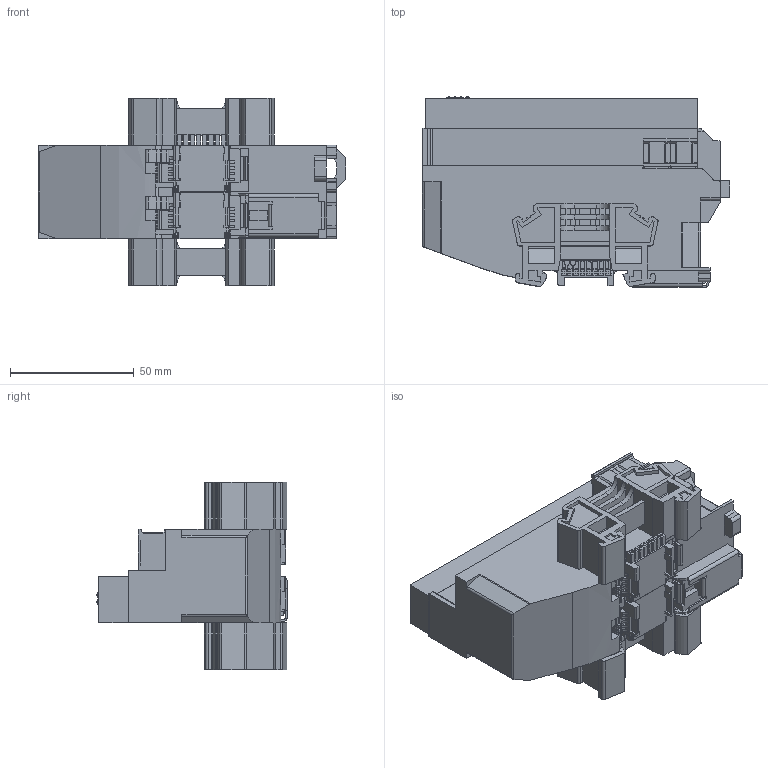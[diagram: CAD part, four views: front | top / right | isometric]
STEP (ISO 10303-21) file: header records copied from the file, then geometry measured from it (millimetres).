
FILE_DESCRIPTION(/* description */ ('STEP AP214'),/* implementation_level */ '2;1');
FILE_NAME(/* name */ '5226780_CPX-E-CEC-C1',/* time_stamp */ '2024-08-02T07:17:25+02:00',/* author */ ('License CC BY-ND 4.0'),/* organization */ ('CADENAS'),/* preprocessor_version */ 'ST-DEVELOPER v19.3',/* originating_system */ 'PARTsolutions',/* authorisation */ ' ');
FILE_SCHEMA (('AUTOMOTIVE_DESIGN {1 0 10303 214 3 1 1}'));
Products named in the file (6): 5226780_CPX-E-CEC-C1; 5226780 CPX-E-CEC-C1---(g); 4350089 4GD-2R-CLP-BLD-CBL; 4047001 4GD-2R-CLP-RDBU-CBL; 5163676 VAEA-X3-L; 8071455 CAFM-X3-HC
Assembly tree (7 placements, depth 2):
  5226780_CPX-E-CEC-C1
    5226780 CPX-E-CEC-C1---(g)
    4350089 4GD-2R-CLP-BLD-CBL
    4047001 4GD-2R-CLP-RDBU-CBL
    5163676 VAEA-X3-L  x2
    8071455 CAFM-X3-HC  x2
Bounding box: 124.3 x 77.05 x 75.89 mm (x, y, z)
Volume: 276525.6 mm3; surface area: 71796.3 mm2
Topology: 7 solids, 11 shells, 3632 faces, 10172 edges, 6757 vertices
Faces by surface type: plane 2576, cylinder 1024, cone 16, sphere 8, torus 8
Full cylindrical faces by diameter (mm): 1.2 x8, 1.3 x8, 1.95 x8, 4.2 x8, 6 x4
Entity records: 97600 total; most frequent: CARTESIAN_POINT 14787, ORIENTED_EDGE 14168, DIRECTION 13559, EDGE_CURVE 7084, LINE 5569, VECTOR 5569, VERTEX_POINT 4735, AXIS2_PLACEMENT_3D 3995
